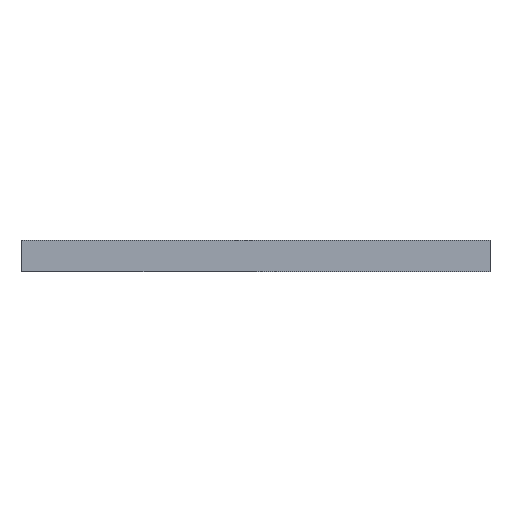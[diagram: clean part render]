
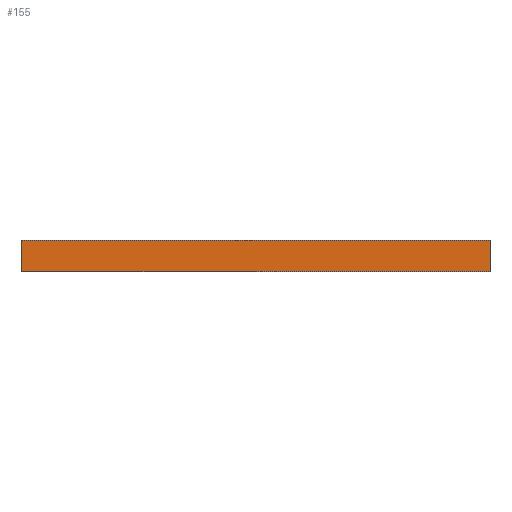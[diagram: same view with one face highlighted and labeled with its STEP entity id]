
A CAD part, front view. The second image highlights one B-rep face of the part: STEP entity #155.
In plain terms, the highlighted planar face has unit normal (0, -1, 0).
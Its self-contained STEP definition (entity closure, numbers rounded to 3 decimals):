
#39 = EDGE_CURVE('',#40,#42,#44,.T.);
#40 = VERTEX_POINT('',#41);
#41 = CARTESIAN_POINT('',(32.5,-137.5,0.));
#42 = VERTEX_POINT('',#43);
#43 = CARTESIAN_POINT('',(32.5,-137.5,4.69));
#44 = SURFACE_CURVE('',#45,(#49,#61),.PCURVE_S1.);
#45 = LINE('',#46,#47);
#46 = CARTESIAN_POINT('',(32.5,-137.5,0.));
#47 = VECTOR('',#48,1.);
#48 = DIRECTION('',(0.,0.,1.));
#49 = PCURVE('',#50,#55);
#50 = PLANE('',#51);
#51 = AXIS2_PLACEMENT_3D('',#52,#53,#54);
#52 = CARTESIAN_POINT('',(32.5,-137.5,0.));
#53 = DIRECTION('',(-1.,0.,0.));
#54 = DIRECTION('',(0.,1.,0.));
#55 = DEFINITIONAL_REPRESENTATION('',(#56),#60);
#56 = LINE('',#57,#58);
#57 = CARTESIAN_POINT('',(0.,0.));
#58 = VECTOR('',#59,1.);
#59 = DIRECTION('',(0.,-1.));
#60 = ( GEOMETRIC_REPRESENTATION_CONTEXT(2) 
PARAMETRIC_REPRESENTATION_CONTEXT() REPRESENTATION_CONTEXT('2D SPACE',''
  ) );
#61 = PCURVE('',#62,#67);
#62 = PLANE('',#63);
#63 = AXIS2_PLACEMENT_3D('',#64,#65,#66);
#64 = CARTESIAN_POINT('',(102.8,-137.5,0.));
#65 = DIRECTION('',(0.,-1.,0.));
#66 = DIRECTION('',(-1.,0.,0.));
#67 = DEFINITIONAL_REPRESENTATION('',(#68),#72);
#68 = LINE('',#69,#70);
#69 = CARTESIAN_POINT('',(70.3,0.));
#70 = VECTOR('',#71,1.);
#71 = DIRECTION('',(0.,-1.));
#72 = ( GEOMETRIC_REPRESENTATION_CONTEXT(2) 
PARAMETRIC_REPRESENTATION_CONTEXT() REPRESENTATION_CONTEXT('2D SPACE',''
  ) );
#90 = PLANE('',#91);
#91 = AXIS2_PLACEMENT_3D('',#92,#93,#94);
#92 = CARTESIAN_POINT('',(67.65,-92.45,4.69));
#93 = DIRECTION('',(-0.,-0.,-1.));
#94 = DIRECTION('',(-1.,0.,0.));
#144 = PLANE('',#145);
#145 = AXIS2_PLACEMENT_3D('',#146,#147,#148);
#146 = CARTESIAN_POINT('',(67.65,-92.45,0.));
#147 = DIRECTION('',(-0.,-0.,-1.));
#148 = DIRECTION('',(-1.,0.,0.));
#155 = ADVANCED_FACE('',(#156),#62,.T.);
#156 = FACE_BOUND('',#157,.T.);
#157 = EDGE_LOOP('',(#158,#188,#209,#210));
#158 = ORIENTED_EDGE('',*,*,#159,.T.);
#159 = EDGE_CURVE('',#160,#162,#164,.T.);
#160 = VERTEX_POINT('',#161);
#161 = CARTESIAN_POINT('',(102.8,-137.5,0.));
#162 = VERTEX_POINT('',#163);
#163 = CARTESIAN_POINT('',(102.8,-137.5,4.69));
#164 = SURFACE_CURVE('',#165,(#169,#176),.PCURVE_S1.);
#165 = LINE('',#166,#167);
#166 = CARTESIAN_POINT('',(102.8,-137.5,0.));
#167 = VECTOR('',#168,1.);
#168 = DIRECTION('',(0.,0.,1.));
#169 = PCURVE('',#62,#170);
#170 = DEFINITIONAL_REPRESENTATION('',(#171),#175);
#171 = LINE('',#172,#173);
#172 = CARTESIAN_POINT('',(0.,-0.));
#173 = VECTOR('',#174,1.);
#174 = DIRECTION('',(0.,-1.));
#175 = ( GEOMETRIC_REPRESENTATION_CONTEXT(2) 
PARAMETRIC_REPRESENTATION_CONTEXT() REPRESENTATION_CONTEXT('2D SPACE',''
  ) );
#176 = PCURVE('',#177,#182);
#177 = PLANE('',#178);
#178 = AXIS2_PLACEMENT_3D('',#179,#180,#181);
#179 = CARTESIAN_POINT('',(102.8,-47.4,0.));
#180 = DIRECTION('',(1.,0.,-0.));
#181 = DIRECTION('',(0.,-1.,0.));
#182 = DEFINITIONAL_REPRESENTATION('',(#183),#187);
#183 = LINE('',#184,#185);
#184 = CARTESIAN_POINT('',(90.1,0.));
#185 = VECTOR('',#186,1.);
#186 = DIRECTION('',(0.,-1.));
#187 = ( GEOMETRIC_REPRESENTATION_CONTEXT(2) 
PARAMETRIC_REPRESENTATION_CONTEXT() REPRESENTATION_CONTEXT('2D SPACE',''
  ) );
#188 = ORIENTED_EDGE('',*,*,#189,.T.);
#189 = EDGE_CURVE('',#162,#42,#190,.T.);
#190 = SURFACE_CURVE('',#191,(#195,#202),.PCURVE_S1.);
#191 = LINE('',#192,#193);
#192 = CARTESIAN_POINT('',(102.8,-137.5,4.69));
#193 = VECTOR('',#194,1.);
#194 = DIRECTION('',(-1.,0.,0.));
#195 = PCURVE('',#62,#196);
#196 = DEFINITIONAL_REPRESENTATION('',(#197),#201);
#197 = LINE('',#198,#199);
#198 = CARTESIAN_POINT('',(0.,-4.69));
#199 = VECTOR('',#200,1.);
#200 = DIRECTION('',(1.,0.));
#201 = ( GEOMETRIC_REPRESENTATION_CONTEXT(2) 
PARAMETRIC_REPRESENTATION_CONTEXT() REPRESENTATION_CONTEXT('2D SPACE',''
  ) );
#202 = PCURVE('',#90,#203);
#203 = DEFINITIONAL_REPRESENTATION('',(#204),#208);
#204 = LINE('',#205,#206);
#205 = CARTESIAN_POINT('',(-35.15,-45.05));
#206 = VECTOR('',#207,1.);
#207 = DIRECTION('',(1.,0.));
#208 = ( GEOMETRIC_REPRESENTATION_CONTEXT(2) 
PARAMETRIC_REPRESENTATION_CONTEXT() REPRESENTATION_CONTEXT('2D SPACE',''
  ) );
#209 = ORIENTED_EDGE('',*,*,#39,.F.);
#210 = ORIENTED_EDGE('',*,*,#211,.F.);
#211 = EDGE_CURVE('',#160,#40,#212,.T.);
#212 = SURFACE_CURVE('',#213,(#217,#224),.PCURVE_S1.);
#213 = LINE('',#214,#215);
#214 = CARTESIAN_POINT('',(102.8,-137.5,0.));
#215 = VECTOR('',#216,1.);
#216 = DIRECTION('',(-1.,0.,0.));
#217 = PCURVE('',#62,#218);
#218 = DEFINITIONAL_REPRESENTATION('',(#219),#223);
#219 = LINE('',#220,#221);
#220 = CARTESIAN_POINT('',(0.,-0.));
#221 = VECTOR('',#222,1.);
#222 = DIRECTION('',(1.,0.));
#223 = ( GEOMETRIC_REPRESENTATION_CONTEXT(2) 
PARAMETRIC_REPRESENTATION_CONTEXT() REPRESENTATION_CONTEXT('2D SPACE',''
  ) );
#224 = PCURVE('',#144,#225);
#225 = DEFINITIONAL_REPRESENTATION('',(#226),#230);
#226 = LINE('',#227,#228);
#227 = CARTESIAN_POINT('',(-35.15,-45.05));
#228 = VECTOR('',#229,1.);
#229 = DIRECTION('',(1.,0.));
#230 = ( GEOMETRIC_REPRESENTATION_CONTEXT(2) 
PARAMETRIC_REPRESENTATION_CONTEXT() REPRESENTATION_CONTEXT('2D SPACE',''
  ) );
